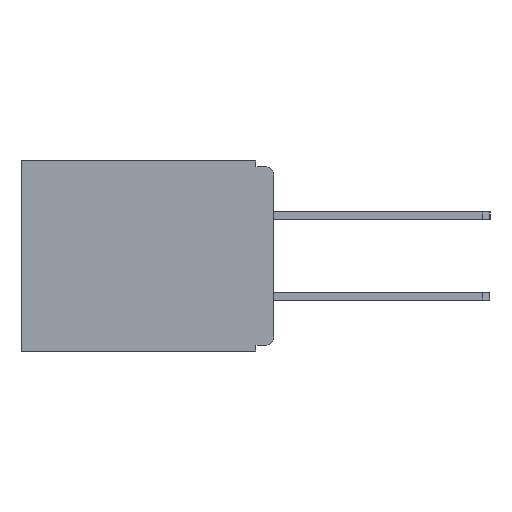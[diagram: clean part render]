
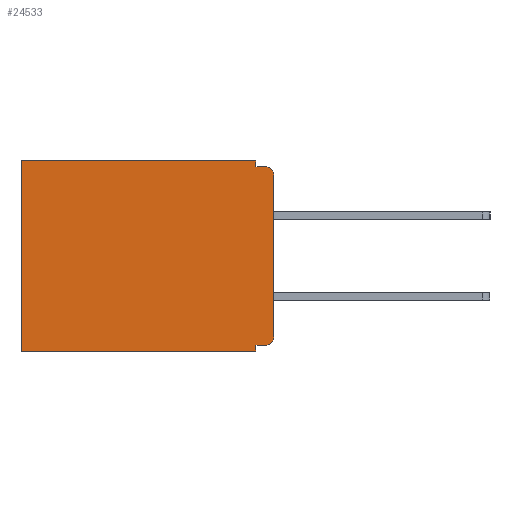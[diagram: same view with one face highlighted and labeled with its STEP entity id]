
A CAD part, left-side view. The second image highlights one B-rep face of the part: STEP entity #24533.
In plain terms, the highlighted planar face has unit normal (-1, 0, 0).
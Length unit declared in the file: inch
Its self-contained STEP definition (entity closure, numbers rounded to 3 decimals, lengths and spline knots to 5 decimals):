
#482 = ORIENTED_EDGE ( 'NONE', *, *, #20281, .F. ) ;
#1527 = ORIENTED_EDGE ( 'NONE', *, *, #9180, .F. ) ;
#1801 = VECTOR ( 'NONE', #22471, 39.37008 ) ;
#1825 = CARTESIAN_POINT ( 'NONE',  ( 0.3, 0.015, -0.305 ) ) ;
#2061 = CIRCLE ( 'NONE', #27495, 0.015 ) ;
#3196 = DIRECTION ( 'NONE',  ( 0., -1., 0. ) ) ;
#3267 = DIRECTION ( 'NONE',  ( 0., 0., -1. ) ) ;
#3340 = CARTESIAN_POINT ( 'NONE',  ( 0.3, 0.437, -0.33 ) ) ;
#3348 = ORIENTED_EDGE ( 'NONE', *, *, #13195, .T. ) ;
#3701 = ORIENTED_EDGE ( 'NONE', *, *, #13561, .F. ) ;
#4016 = DIRECTION ( 'NONE',  ( 0., 0., -1. ) ) ;
#4552 = PLANE ( 'NONE',  #22772 ) ;
#5308 = DIRECTION ( 'NONE',  ( 0., 1., 0. ) ) ;
#5837 = AXIS2_PLACEMENT_3D ( 'NONE', #1825, #17045, #4016 ) ;
#6967 = DIRECTION ( 'NONE',  ( 0., 1., 0. ) ) ;
#7198 = VERTEX_POINT ( 'NONE', #26231 ) ;
#7832 = CARTESIAN_POINT ( 'NONE',  ( 0.3, 0.031, 0. ) ) ;
#8358 = CARTESIAN_POINT ( 'NONE',  ( 0.3, 0.015, -0.01 ) ) ;
#8545 = VERTEX_POINT ( 'NONE', #17765 ) ;
#8835 = CIRCLE ( 'NONE', #5837, 0.015 ) ;
#9029 = CARTESIAN_POINT ( 'NONE',  ( 0.3, 0., -0.33 ) ) ;
#9180 = EDGE_CURVE ( 'NONE', #25362, #7198, #23347, .T. ) ;
#9654 = VERTEX_POINT ( 'NONE', #15026 ) ;
#10261 = ORIENTED_EDGE ( 'NONE', *, *, #20759, .F. ) ;
#10491 = EDGE_CURVE ( 'NONE', #18740, #8545, #18171, .T. ) ;
#10647 = VECTOR ( 'NONE', #3196, 39.37008 ) ;
#11191 = DIRECTION ( 'NONE',  ( -1., 0., 0. ) ) ;
#11193 = DIRECTION ( 'NONE',  ( 0., 0., -1. ) ) ;
#11824 = CARTESIAN_POINT ( 'NONE',  ( 0.3, 0., 0. ) ) ;
#11915 = CARTESIAN_POINT ( 'NONE',  ( 0.3, 0., -0.33 ) ) ;
#12183 = EDGE_CURVE ( 'NONE', #8545, #9654, #26365, .T. ) ;
#12422 = CARTESIAN_POINT ( 'NONE',  ( 0.3, 0.031, -0.33 ) ) ;
#12527 = VECTOR ( 'NONE', #5308, 39.37008 ) ;
#12989 = VERTEX_POINT ( 'NONE', #23233 ) ;
#13195 = EDGE_CURVE ( 'NONE', #15608, #21592, #2061, .T. ) ;
#13247 = VERTEX_POINT ( 'NONE', #19838 ) ;
#13447 = DIRECTION ( 'NONE',  ( 0., 1., 0. ) ) ;
#13561 = EDGE_CURVE ( 'NONE', #13247, #21592, #21927, .T. ) ;
#14081 = LINE ( 'NONE', #7832, #18969 ) ;
#14355 = EDGE_LOOP ( 'NONE', ( #10261, #3348, #3701, #22598, #15531, #23080, #18813, #482, #1527, #24099 ) ) ;
#14639 = DIRECTION ( 'NONE',  ( 0., 0., -1. ) ) ;
#14873 = LINE ( 'NONE', #11915, #1801 ) ;
#14898 = VECTOR ( 'NONE', #14639, 39.37008 ) ;
#15026 = CARTESIAN_POINT ( 'NONE',  ( 0.3, 0.437, -0.33 ) ) ;
#15531 = ORIENTED_EDGE ( 'NONE', *, *, #10491, .T. ) ;
#15608 = VERTEX_POINT ( 'NONE', #23308 ) ;
#15808 = VERTEX_POINT ( 'NONE', #23949 ) ;
#16224 = EDGE_CURVE ( 'NONE', #25362, #15808, #8835, .T. ) ;
#16300 = CARTESIAN_POINT ( 'NONE',  ( 0.3, 0., -0.01 ) ) ;
#17045 = DIRECTION ( 'NONE',  ( -1., 0., 0. ) ) ;
#17102 = EDGE_CURVE ( 'NONE', #18740, #13247, #14081, .T. ) ;
#17557 = CARTESIAN_POINT ( 'NONE',  ( 0.3, 0., -0.32 ) ) ;
#17765 = CARTESIAN_POINT ( 'NONE',  ( 0.3, 0.437, 0. ) ) ;
#18171 = LINE ( 'NONE', #11824, #12527 ) ;
#18416 = VECTOR ( 'NONE', #6967, 39.37008 ) ;
#18515 = DIRECTION ( 'NONE',  ( 0., 0., -1. ) ) ;
#18740 = VERTEX_POINT ( 'NONE', #26229 ) ;
#18813 = ORIENTED_EDGE ( 'NONE', *, *, #21859, .F. ) ;
#18969 = VECTOR ( 'NONE', #3267, 39.37008 ) ;
#19838 = CARTESIAN_POINT ( 'NONE',  ( 0.3, 0.031, -0.01 ) ) ;
#20281 = EDGE_CURVE ( 'NONE', #7198, #12989, #26089, .T. ) ;
#20759 = EDGE_CURVE ( 'NONE', #15608, #15808, #14873, .T. ) ;
#21592 = VERTEX_POINT ( 'NONE', #8358 ) ;
#21859 = EDGE_CURVE ( 'NONE', #12989, #9654, #23987, .T. ) ;
#21927 = LINE ( 'NONE', #16300, #10647 ) ;
#22471 = DIRECTION ( 'NONE',  ( 0., 0., -1. ) ) ;
#22598 = ORIENTED_EDGE ( 'NONE', *, *, #17102, .F. ) ;
#22713 = VECTOR ( 'NONE', #13447, 39.37008 ) ;
#22772 = AXIS2_PLACEMENT_3D ( 'NONE', #9029, #23871, #11193 ) ;
#22775 = FACE_OUTER_BOUND ( 'NONE', #14355, .T. ) ;
#22894 = CARTESIAN_POINT ( 'NONE',  ( 0.3, 0.015, -0.32 ) ) ;
#23080 = ORIENTED_EDGE ( 'NONE', *, *, #12183, .T. ) ;
#23233 = CARTESIAN_POINT ( 'NONE',  ( 0.3, 0.031, -0.33 ) ) ;
#23308 = CARTESIAN_POINT ( 'NONE',  ( 0.3, 0., -0.025 ) ) ;
#23347 = LINE ( 'NONE', #17557, #22713 ) ;
#23869 = CARTESIAN_POINT ( 'NONE',  ( 0.3, 0.015, -0.025 ) ) ;
#23871 = DIRECTION ( 'NONE',  ( 1., 0., 0. ) ) ;
#23949 = CARTESIAN_POINT ( 'NONE',  ( 0.3, 0., -0.305 ) ) ;
#23987 = LINE ( 'NONE', #26149, #18416 ) ;
#24099 = ORIENTED_EDGE ( 'NONE', *, *, #16224, .T. ) ;
#24533 = ADVANCED_FACE ( 'NONE', ( #22775 ), #4552, .F. ) ;
#25362 = VERTEX_POINT ( 'NONE', #22894 ) ;
#26066 = DIRECTION ( 'NONE',  ( 0., 0., -1. ) ) ;
#26089 = LINE ( 'NONE', #12422, #14898 ) ;
#26149 = CARTESIAN_POINT ( 'NONE',  ( 0.3, 0., -0.33 ) ) ;
#26229 = CARTESIAN_POINT ( 'NONE',  ( 0.3, 0.031, 0. ) ) ;
#26231 = CARTESIAN_POINT ( 'NONE',  ( 0.3, 0.031, -0.32 ) ) ;
#26365 = LINE ( 'NONE', #3340, #27687 ) ;
#27495 = AXIS2_PLACEMENT_3D ( 'NONE', #23869, #11191, #26066 ) ;
#27687 = VECTOR ( 'NONE', #18515, 39.37008 ) ;
